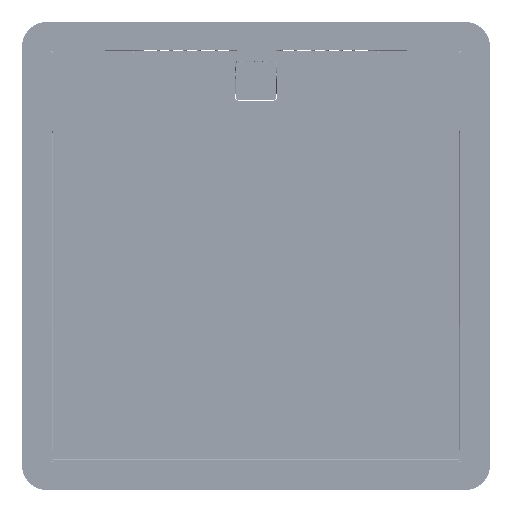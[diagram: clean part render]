
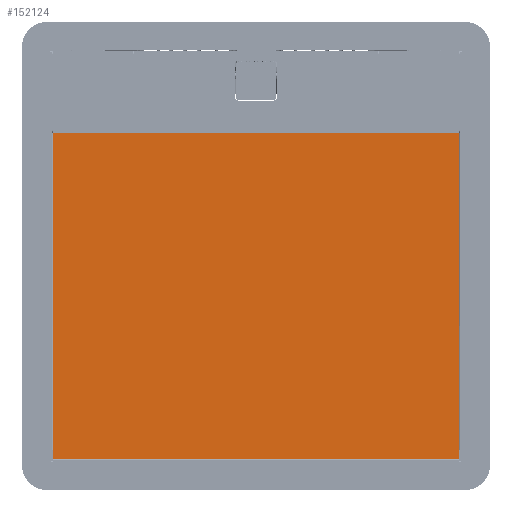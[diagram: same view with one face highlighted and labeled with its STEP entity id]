
A CAD part, top view. The second image highlights one B-rep face of the part: STEP entity #152124.
In plain terms, the highlighted planar face has unit normal (0, 0, 1).
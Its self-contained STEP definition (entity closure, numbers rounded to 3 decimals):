
#152116=AXIS2_PLACEMENT_3D('Plane Axis2P3D',#152113,#152114,#152115) ;
#151988=CARTESIAN_POINT('Vertex',(-124.2,99.55,1.)) ;
#152002=CARTESIAN_POINT('Vertex',(-124.2,-99.55,1.)) ;
#152005=CARTESIAN_POINT('Line Origine',(-124.2,0.,1.)) ;
#152033=CARTESIAN_POINT('Vertex',(124.2,-99.55,1.)) ;
#152036=CARTESIAN_POINT('Line Origine',(0.,-99.55,1.)) ;
#152064=CARTESIAN_POINT('Vertex',(124.2,99.55,1.)) ;
#152067=CARTESIAN_POINT('Line Origine',(124.2,0.,1.)) ;
#152089=CARTESIAN_POINT('Line Origine',(0.,99.55,1.)) ;
#152113=CARTESIAN_POINT('Axis2P3D Location',(0.,0.,1.)) ;
#152006=DIRECTION('Vector Direction',(0.,-1.,0.)) ;
#152037=DIRECTION('Vector Direction',(-1.,0.,0.)) ;
#152068=DIRECTION('Vector Direction',(0.,1.,0.)) ;
#152090=DIRECTION('Vector Direction',(1.,0.,0.)) ;
#152114=DIRECTION('Axis2P3D Direction',(0.,0.,1.)) ;
#152115=DIRECTION('Axis2P3D XDirection',(1.,0.,0.)) ;
#152007=VECTOR('Line Direction',#152006,1.) ;
#152038=VECTOR('Line Direction',#152037,1.) ;
#152069=VECTOR('Line Direction',#152068,1.) ;
#152091=VECTOR('Line Direction',#152090,1.) ;
#152119=ORIENTED_EDGE('',*,*,#152009,.T.) ;
#152120=ORIENTED_EDGE('',*,*,#152040,.T.) ;
#152121=ORIENTED_EDGE('',*,*,#152071,.T.) ;
#152122=ORIENTED_EDGE('',*,*,#152093,.T.) ;
#152124=ADVANCED_FACE('Corps principal',(#152123),#152117,.T.) ;
#152009=EDGE_CURVE('',#151989,#152003,#152008,.T.) ;
#152040=EDGE_CURVE('',#152003,#152034,#152039,.F.) ;
#152071=EDGE_CURVE('',#152034,#152065,#152070,.T.) ;
#152093=EDGE_CURVE('',#152065,#151989,#152092,.F.) ;
#152118=EDGE_LOOP('',(#152119,#152120,#152121,#152122)) ;
#152123=FACE_OUTER_BOUND('',#152118,.T.) ;
#152008=LINE('Line',#152005,#152007) ;
#152039=LINE('Line',#152036,#152038) ;
#152070=LINE('Line',#152067,#152069) ;
#152092=LINE('Line',#152089,#152091) ;
#152117=PLANE('',#152116) ;
#151989=VERTEX_POINT('',#151988) ;
#152003=VERTEX_POINT('',#152002) ;
#152034=VERTEX_POINT('',#152033) ;
#152065=VERTEX_POINT('',#152064) ;
